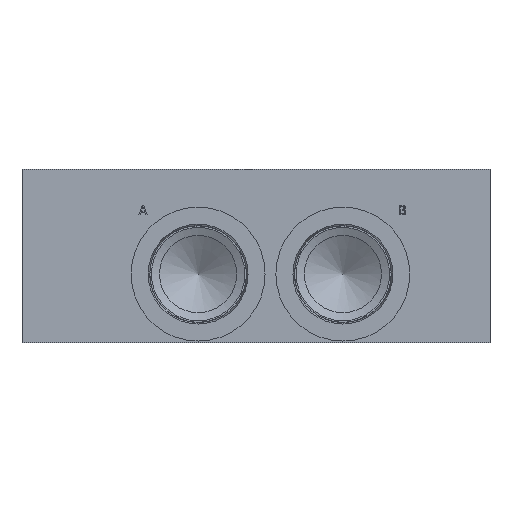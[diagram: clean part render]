
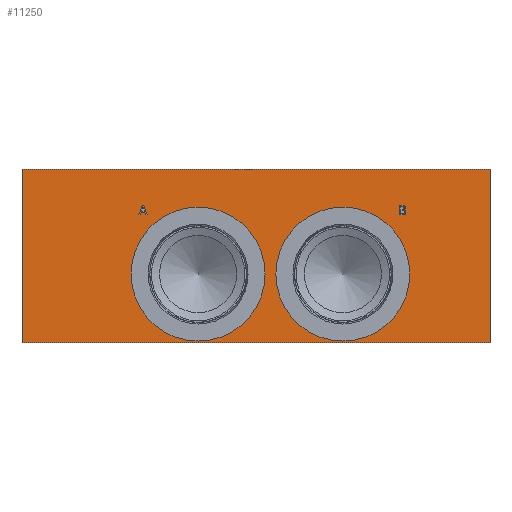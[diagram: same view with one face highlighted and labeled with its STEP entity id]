
A CAD part, left-side view. The second image highlights one B-rep face of the part: STEP entity #11250.
In plain terms, the highlighted planar face has unit normal (-1, 0, 0).
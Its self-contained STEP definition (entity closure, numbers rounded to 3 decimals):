
#129=CIRCLE('',#11717,44.069);
#130=CIRCLE('',#11718,44.069);
#131=CIRCLE('',#11719,44.069);
#132=CIRCLE('',#11720,44.069);
#401=FACE_BOUND('',#1947,.T.);
#402=FACE_BOUND('',#1948,.T.);
#403=FACE_BOUND('',#1949,.T.);
#404=FACE_BOUND('',#1950,.T.);
#733=B_SPLINE_CURVE_WITH_KNOTS('',2,(#18644,#18645,#18646,#18647),
 .UNSPECIFIED.,.F.,.F.,(3,1,3),(0.,1.,2.),.UNSPECIFIED.);
#734=B_SPLINE_CURVE_WITH_KNOTS('',2,(#18649,#18650,#18651,#18652),
 .UNSPECIFIED.,.F.,.F.,(3,1,3),(0.,1.,2.),.UNSPECIFIED.);
#735=B_SPLINE_CURVE_WITH_KNOTS('',2,(#18654,#18655,#18656,#18657),
 .UNSPECIFIED.,.F.,.F.,(3,1,3),(0.,1.,2.),.UNSPECIFIED.);
#736=B_SPLINE_CURVE_WITH_KNOTS('',2,(#18665,#18666,#18667,#18668),
 .UNSPECIFIED.,.F.,.F.,(3,1,3),(0.,1.,2.),.UNSPECIFIED.);
#737=B_SPLINE_CURVE_WITH_KNOTS('',2,(#18670,#18671,#18672,#18673),
 .UNSPECIFIED.,.F.,.F.,(3,1,3),(0.,1.,2.),.UNSPECIFIED.);
#738=B_SPLINE_CURVE_WITH_KNOTS('',2,(#18675,#18676,#18677,#18678),
 .UNSPECIFIED.,.F.,.F.,(3,1,3),(0.,1.,2.),.UNSPECIFIED.);
#1328=FACE_OUTER_BOUND('',#1946,.T.);
#1946=EDGE_LOOP('',(#9180,#9181,#9182,#9183));
#1947=EDGE_LOOP('',(#9184,#9185));
#1948=EDGE_LOOP('',(#9186,#9187));
#1949=EDGE_LOOP('',(#9188,#9189,#9190,#9191,#9192,#9193,#9194,#9195,#9196,
#9197));
#1950=EDGE_LOOP('',(#9198,#9199,#9200,#9201,#9202,#9203,#9204,#9205));
#2499=LINE('',#17222,#3536);
#3026=LINE('',#18582,#4063);
#3030=LINE('',#18590,#4067);
#3033=LINE('',#18596,#4070);
#3036=LINE('',#18602,#4073);
#3039=LINE('',#18608,#4076);
#3042=LINE('',#18614,#4079);
#3045=LINE('',#18620,#4082);
#3048=LINE('',#18625,#4085);
#3050=LINE('',#18630,#4087);
#3051=LINE('',#18632,#4088);
#3052=LINE('',#18633,#4089);
#3053=LINE('',#18659,#4090);
#3054=LINE('',#18661,#4091);
#3055=LINE('',#18663,#4092);
#3056=LINE('',#18679,#4093);
#3536=VECTOR('',#12596,10.);
#4063=VECTOR('',#13517,10.);
#4067=VECTOR('',#13523,10.);
#4070=VECTOR('',#13528,10.);
#4073=VECTOR('',#13533,10.);
#4076=VECTOR('',#13538,10.);
#4079=VECTOR('',#13543,10.);
#4082=VECTOR('',#13548,10.);
#4085=VECTOR('',#13553,10.);
#4087=VECTOR('',#13559,10.);
#4088=VECTOR('',#13560,10.);
#4089=VECTOR('',#13561,10.);
#4090=VECTOR('',#13570,10.);
#4091=VECTOR('',#13571,10.);
#4092=VECTOR('',#13572,10.);
#4093=VECTOR('',#13573,10.);
#4623=VERTEX_POINT('',#17215);
#4626=VERTEX_POINT('',#17220);
#5005=VERTEX_POINT('',#18580);
#5006=VERTEX_POINT('',#18581);
#5009=VERTEX_POINT('',#18589);
#5011=VERTEX_POINT('',#18595);
#5013=VERTEX_POINT('',#18601);
#5015=VERTEX_POINT('',#18607);
#5017=VERTEX_POINT('',#18613);
#5019=VERTEX_POINT('',#18619);
#5021=VERTEX_POINT('',#18629);
#5022=VERTEX_POINT('',#18631);
#5023=VERTEX_POINT('',#18634);
#5024=VERTEX_POINT('',#18635);
#5025=VERTEX_POINT('',#18638);
#5026=VERTEX_POINT('',#18639);
#5027=VERTEX_POINT('',#18642);
#5028=VERTEX_POINT('',#18643);
#5029=VERTEX_POINT('',#18648);
#5030=VERTEX_POINT('',#18653);
#5031=VERTEX_POINT('',#18658);
#5032=VERTEX_POINT('',#18660);
#5033=VERTEX_POINT('',#18662);
#5034=VERTEX_POINT('',#18664);
#5035=VERTEX_POINT('',#18669);
#5036=VERTEX_POINT('',#18674);
#5901=EDGE_CURVE('',#4623,#4626,#2499,.T.);
#6466=EDGE_CURVE('',#5005,#5006,#3026,.T.);
#6470=EDGE_CURVE('',#5009,#5005,#3030,.T.);
#6473=EDGE_CURVE('',#5011,#5009,#3033,.T.);
#6476=EDGE_CURVE('',#5013,#5011,#3036,.T.);
#6479=EDGE_CURVE('',#5015,#5013,#3039,.T.);
#6482=EDGE_CURVE('',#5017,#5015,#3042,.T.);
#6485=EDGE_CURVE('',#5019,#5017,#3045,.T.);
#6488=EDGE_CURVE('',#5006,#5019,#3048,.T.);
#6490=EDGE_CURVE('',#5021,#4623,#3050,.T.);
#6491=EDGE_CURVE('',#5022,#4626,#3051,.T.);
#6492=EDGE_CURVE('',#5021,#5022,#3052,.T.);
#6493=EDGE_CURVE('',#5023,#5024,#129,.T.);
#6494=EDGE_CURVE('',#5024,#5023,#130,.T.);
#6495=EDGE_CURVE('',#5025,#5026,#131,.T.);
#6496=EDGE_CURVE('',#5026,#5025,#132,.T.);
#6497=EDGE_CURVE('',#5027,#5028,#733,.T.);
#6498=EDGE_CURVE('',#5028,#5029,#734,.T.);
#6499=EDGE_CURVE('',#5029,#5030,#735,.T.);
#6500=EDGE_CURVE('',#5030,#5031,#3053,.T.);
#6501=EDGE_CURVE('',#5031,#5032,#3054,.T.);
#6502=EDGE_CURVE('',#5032,#5033,#3055,.T.);
#6503=EDGE_CURVE('',#5033,#5034,#736,.T.);
#6504=EDGE_CURVE('',#5034,#5035,#737,.T.);
#6505=EDGE_CURVE('',#5035,#5036,#738,.T.);
#6506=EDGE_CURVE('',#5036,#5027,#3056,.T.);
#9180=ORIENTED_EDGE('',*,*,#6490,.T.);
#9181=ORIENTED_EDGE('',*,*,#5901,.T.);
#9182=ORIENTED_EDGE('',*,*,#6491,.F.);
#9183=ORIENTED_EDGE('',*,*,#6492,.F.);
#9184=ORIENTED_EDGE('',*,*,#6493,.T.);
#9185=ORIENTED_EDGE('',*,*,#6494,.T.);
#9186=ORIENTED_EDGE('',*,*,#6495,.T.);
#9187=ORIENTED_EDGE('',*,*,#6496,.T.);
#9188=ORIENTED_EDGE('',*,*,#6497,.T.);
#9189=ORIENTED_EDGE('',*,*,#6498,.T.);
#9190=ORIENTED_EDGE('',*,*,#6499,.T.);
#9191=ORIENTED_EDGE('',*,*,#6500,.T.);
#9192=ORIENTED_EDGE('',*,*,#6501,.T.);
#9193=ORIENTED_EDGE('',*,*,#6502,.T.);
#9194=ORIENTED_EDGE('',*,*,#6503,.T.);
#9195=ORIENTED_EDGE('',*,*,#6504,.T.);
#9196=ORIENTED_EDGE('',*,*,#6505,.T.);
#9197=ORIENTED_EDGE('',*,*,#6506,.T.);
#9198=ORIENTED_EDGE('',*,*,#6466,.T.);
#9199=ORIENTED_EDGE('',*,*,#6488,.T.);
#9200=ORIENTED_EDGE('',*,*,#6485,.T.);
#9201=ORIENTED_EDGE('',*,*,#6482,.T.);
#9202=ORIENTED_EDGE('',*,*,#6479,.T.);
#9203=ORIENTED_EDGE('',*,*,#6476,.T.);
#9204=ORIENTED_EDGE('',*,*,#6473,.T.);
#9205=ORIENTED_EDGE('',*,*,#6470,.T.);
#10356=PLANE('',#11716);
#11250=ADVANCED_FACE('',(#1328,#401,#402,#403,#404),#10356,.T.);
#11716=AXIS2_PLACEMENT_3D('',#18628,#13557,#13558);
#11717=AXIS2_PLACEMENT_3D('',#18636,#13562,#13563);
#11718=AXIS2_PLACEMENT_3D('',#18637,#13564,#13565);
#11719=AXIS2_PLACEMENT_3D('',#18640,#13566,#13567);
#11720=AXIS2_PLACEMENT_3D('',#18641,#13568,#13569);
#12596=DIRECTION('',(0.,0.,1.));
#13517=DIRECTION('',(0.,1.,0.));
#13523=DIRECTION('',(0.,0.309,-0.951));
#13528=DIRECTION('',(0.,1.,0.));
#13533=DIRECTION('',(0.,0.309,0.951));
#13538=DIRECTION('',(0.,1.,0.));
#13543=DIRECTION('',(0.,-0.319,-0.948));
#13548=DIRECTION('',(0.,-1.,0.));
#13553=DIRECTION('',(0.,-0.319,0.948));
#13557=DIRECTION('center_axis',(-1.,0.,0.));
#13558=DIRECTION('ref_axis',(0.,-1.,0.));
#13559=DIRECTION('',(0.,-1.,0.));
#13560=DIRECTION('',(0.,-1.,0.));
#13561=DIRECTION('',(0.,0.,1.));
#13562=DIRECTION('center_axis',(1.,0.,0.));
#13563=DIRECTION('ref_axis',(0.,0.,1.));
#13564=DIRECTION('center_axis',(1.,0.,0.));
#13565=DIRECTION('ref_axis',(0.,0.,1.));
#13566=DIRECTION('center_axis',(1.,0.,0.));
#13567=DIRECTION('ref_axis',(0.,0.,1.));
#13568=DIRECTION('center_axis',(1.,0.,0.));
#13569=DIRECTION('ref_axis',(0.,0.,1.));
#13570=DIRECTION('',(0.,1.,0.));
#13571=DIRECTION('',(0.,0.,1.));
#13572=DIRECTION('',(0.,-1.,0.));
#13573=DIRECTION('',(0.,0.,-1.));
#17215=CARTESIAN_POINT('',(0.,0.,0.));
#17220=CARTESIAN_POINT('',(0.,0.,114.3));
#17222=CARTESIAN_POINT('',(0.,0.,0.));
#18580=CARTESIAN_POINT('',(0.,230.168,84.138));
#18581=CARTESIAN_POINT('',(0.,231.022,84.138));
#18582=CARTESIAN_POINT('',(0.,269.072,84.138));
#18589=CARTESIAN_POINT('',(0.,229.592,85.913));
#18590=CARTESIAN_POINT('',(0.,245.944,35.542));
#18595=CARTESIAN_POINT('',(0.,227.168,85.913));
#18596=CARTESIAN_POINT('',(0.,267.572,85.913));
#18601=CARTESIAN_POINT('',(0.,226.592,84.138));
#18602=CARTESIAN_POINT('',(0.,218.116,58.03));
#18607=CARTESIAN_POINT('',(0.,225.702,84.138));
#18608=CARTESIAN_POINT('',(0.,266.838,84.138));
#18613=CARTESIAN_POINT('',(0.,227.842,90.487));
#18614=CARTESIAN_POINT('',(0.,218.235,61.989));
#18619=CARTESIAN_POINT('',(0.,228.882,90.487));
#18620=CARTESIAN_POINT('',(0.,268.428,90.487));
#18625=CARTESIAN_POINT('',(0.,247.684,34.715));
#18628=CARTESIAN_POINT('Origin',(0.,307.975,0.));
#18629=CARTESIAN_POINT('',(0.,307.975,0.));
#18630=CARTESIAN_POINT('',(0.,307.975,0.));
#18631=CARTESIAN_POINT('',(0.,307.975,114.3));
#18632=CARTESIAN_POINT('',(0.,307.975,114.3));
#18633=CARTESIAN_POINT('',(0.,307.975,0.));
#18634=CARTESIAN_POINT('',(0.,96.825,89.306));
#18635=CARTESIAN_POINT('',(0.,96.825,1.168));
#18636=CARTESIAN_POINT('Origin',(0.,96.825,45.237));
#18637=CARTESIAN_POINT('Origin',(0.,96.825,45.237));
#18638=CARTESIAN_POINT('',(0.,192.075,89.306));
#18639=CARTESIAN_POINT('',(0.,192.075,1.168));
#18640=CARTESIAN_POINT('Origin',(0.,192.075,45.237));
#18641=CARTESIAN_POINT('Origin',(0.,192.075,45.237));
#18642=CARTESIAN_POINT('',(0.,56.563,87.668));
#18643=CARTESIAN_POINT('',(0.,55.375,86.088));
#18644=CARTESIAN_POINT('Ctrl Pts',(0.,56.563,87.668));
#18645=CARTESIAN_POINT('Ctrl Pts',(0.,55.997,87.513));
#18646=CARTESIAN_POINT('Ctrl Pts',(0.,55.375,86.695));
#18647=CARTESIAN_POINT('Ctrl Pts',(0.,55.375,86.088));
#18648=CARTESIAN_POINT('',(0.,56.033,84.652));
#18649=CARTESIAN_POINT('Ctrl Pts',(0.,55.375,86.088));
#18650=CARTESIAN_POINT('Ctrl Pts',(0.,55.375,85.614));
#18651=CARTESIAN_POINT('Ctrl Pts',(0.,55.735,84.889));
#18652=CARTESIAN_POINT('Ctrl Pts',(0.,56.033,84.652));
#18653=CARTESIAN_POINT('',(0.,57.86,84.138));
#18654=CARTESIAN_POINT('Ctrl Pts',(0.,56.033,84.652));
#18655=CARTESIAN_POINT('Ctrl Pts',(0.,56.394,84.374));
#18656=CARTESIAN_POINT('Ctrl Pts',(0.,57.212,84.138));
#18657=CARTESIAN_POINT('Ctrl Pts',(0.,57.86,84.138));
#18658=CARTESIAN_POINT('',(0.,59.682,84.138));
#18659=CARTESIAN_POINT('',(0.,182.918,84.138));
#18660=CARTESIAN_POINT('',(0.,59.682,90.487));
#18661=CARTESIAN_POINT('',(0.,59.682,42.069));
#18662=CARTESIAN_POINT('',(0.,57.999,90.487));
#18663=CARTESIAN_POINT('',(0.,183.828,90.487));
#18664=CARTESIAN_POINT('',(0.,56.332,90.23));
#18665=CARTESIAN_POINT('Ctrl Pts',(0.,57.999,90.487));
#18666=CARTESIAN_POINT('Ctrl Pts',(0.,57.32,90.487));
#18667=CARTESIAN_POINT('Ctrl Pts',(0.,56.641,90.4));
#18668=CARTESIAN_POINT('Ctrl Pts',(0.,56.332,90.23));
#18669=CARTESIAN_POINT('',(0.,55.673,89.057));
#18670=CARTESIAN_POINT('Ctrl Pts',(0.,56.332,90.23));
#18671=CARTESIAN_POINT('Ctrl Pts',(0.,55.987,90.05));
#18672=CARTESIAN_POINT('Ctrl Pts',(0.,55.673,89.458));
#18673=CARTESIAN_POINT('Ctrl Pts',(0.,55.673,89.057));
#18674=CARTESIAN_POINT('',(0.,56.563,87.698));
#18675=CARTESIAN_POINT('Ctrl Pts',(0.,55.673,89.057));
#18676=CARTESIAN_POINT('Ctrl Pts',(0.,55.673,88.609));
#18677=CARTESIAN_POINT('Ctrl Pts',(0.,56.147,87.899));
#18678=CARTESIAN_POINT('Ctrl Pts',(0.,56.563,87.698));
#18679=CARTESIAN_POINT('',(0.,56.563,43.849));
